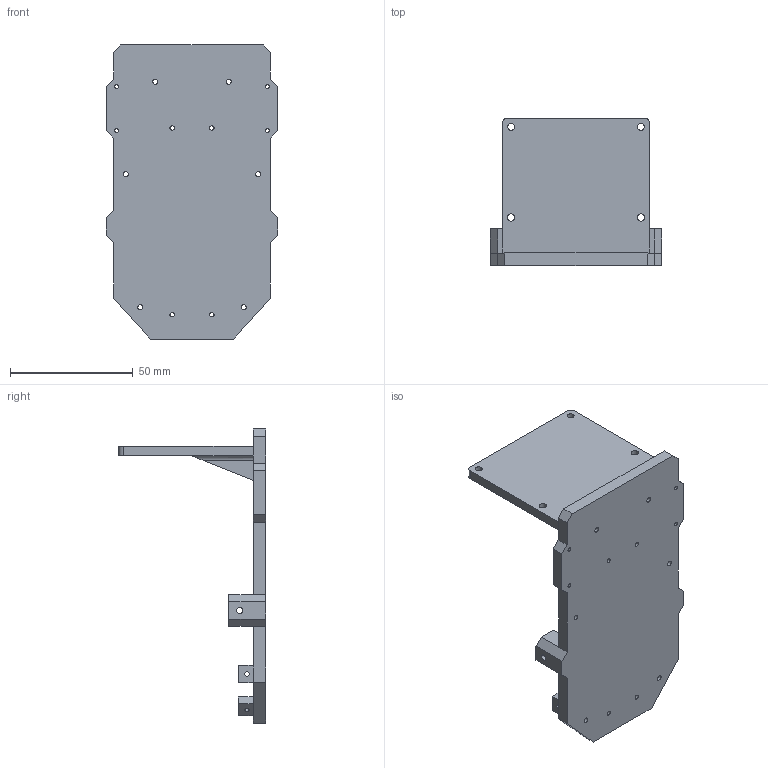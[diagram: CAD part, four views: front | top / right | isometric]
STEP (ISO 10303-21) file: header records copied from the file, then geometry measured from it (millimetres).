
FILE_DESCRIPTION(/* description */ (''),/* implementation_level */ '2;1');
FILE_NAME(/* name */ 'base_plate_V3.step',/* time_stamp */ '2023-09-26T00:06:12+02:00',/* author */ (''),/* organization */ (''),/* preprocessor_version */ 'ST-DEVELOPER v20',/* originating_system */ 'Autodesk Translation Framework v12.14.0.127',/* authorisation */ '');
FILE_SCHEMA (('AUTOMOTIVE_DESIGN { 1 0 10303 214 3 1 1 }'));
Length unit declared in the file: millimetre
Products named in the file (2): base_plate; Component4
Assembly tree (1 placements, depth 2):
  base_plate
    Component4
Bounding box: 70 x 60 x 120 mm (x, y, z)
Volume: 50316 mm3; surface area: 26913.7 mm2
Topology: 1 solids, 1 shells, 102 faces, 278 edges, 184 vertices
Faces by surface type: plane 71, cylinder 31
Full cylindrical faces by diameter (mm): 1.6 x4, 1.8 x10, 2.05 x6, 2.5 x2, 2.8 x2, 3 x2
Entity records: 3373 total; most frequent: CARTESIAN_POINT 567, ORIENTED_EDGE 556, DIRECTION 554, EDGE_CURVE 278, LINE 212, VECTOR 212, VERTEX_POINT 184, AXIS2_PLACEMENT_3D 171
